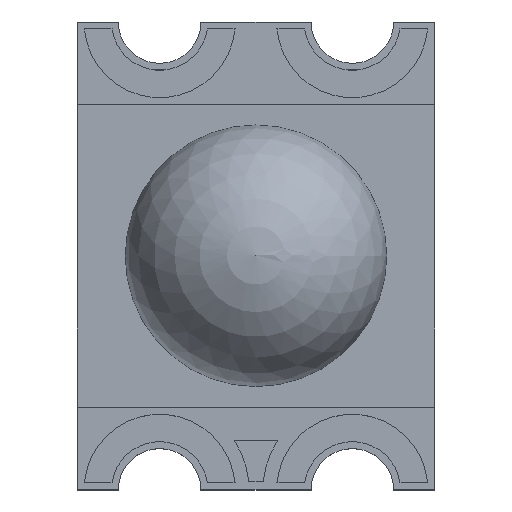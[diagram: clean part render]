
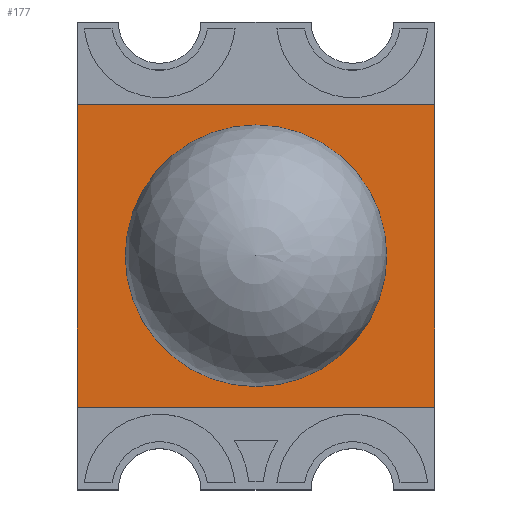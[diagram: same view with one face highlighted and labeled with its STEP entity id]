
A CAD part, top view. The second image highlights one B-rep face of the part: STEP entity #177.
In plain terms, the highlighted planar face has unit normal (0, 0, 1).
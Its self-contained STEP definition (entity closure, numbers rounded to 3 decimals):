
#177 = ADVANCED_FACE('',(#178,#212),#232,.F.);
#178 = FACE_BOUND('',#179,.T.);
#179 = EDGE_LOOP('',(#180,#190,#198,#206));
#180 = ORIENTED_EDGE('',*,*,#181,.T.);
#181 = EDGE_CURVE('',#182,#184,#186,.T.);
#182 = VERTEX_POINT('',#183);
#183 = CARTESIAN_POINT('',(-1.3,-1.1,1.035));
#184 = VERTEX_POINT('',#185);
#185 = CARTESIAN_POINT('',(1.3,-1.1,1.035));
#186 = LINE('',#187,#188);
#187 = CARTESIAN_POINT('',(-1.3,-1.1,1.035));
#188 = VECTOR('',#189,1.);
#189 = DIRECTION('',(1.,0.,0.));
#190 = ORIENTED_EDGE('',*,*,#191,.T.);
#191 = EDGE_CURVE('',#184,#192,#194,.T.);
#192 = VERTEX_POINT('',#193);
#193 = CARTESIAN_POINT('',(1.3,1.1,1.035));
#194 = LINE('',#195,#196);
#195 = CARTESIAN_POINT('',(1.3,-1.1,1.035));
#196 = VECTOR('',#197,1.);
#197 = DIRECTION('',(0.,1.,0.));
#198 = ORIENTED_EDGE('',*,*,#199,.T.);
#199 = EDGE_CURVE('',#192,#200,#202,.T.);
#200 = VERTEX_POINT('',#201);
#201 = CARTESIAN_POINT('',(-1.3,1.1,1.035));
#202 = LINE('',#203,#204);
#203 = CARTESIAN_POINT('',(1.3,1.1,1.035));
#204 = VECTOR('',#205,1.);
#205 = DIRECTION('',(-1.,0.,0.));
#206 = ORIENTED_EDGE('',*,*,#207,.T.);
#207 = EDGE_CURVE('',#200,#182,#208,.T.);
#208 = LINE('',#209,#210);
#209 = CARTESIAN_POINT('',(-1.3,1.1,1.035));
#210 = VECTOR('',#211,1.);
#211 = DIRECTION('',(0.,-1.,0.));
#212 = FACE_BOUND('',#213,.T.);
#213 = EDGE_LOOP('',(#214,#225));
#214 = ORIENTED_EDGE('',*,*,#215,.F.);
#215 = EDGE_CURVE('',#216,#218,#220,.T.);
#216 = VERTEX_POINT('',#217);
#217 = CARTESIAN_POINT('',(0.,0.95,1.035));
#218 = VERTEX_POINT('',#219);
#219 = CARTESIAN_POINT('',(-0.95,0.,1.035));
#220 = CIRCLE('',#221,0.95);
#221 = AXIS2_PLACEMENT_3D('',#222,#223,#224);
#222 = CARTESIAN_POINT('',(0.,0.,1.035)
  );
#223 = DIRECTION('',(0.,-0.,1.));
#224 = DIRECTION('',(0.,1.,0.));
#225 = ORIENTED_EDGE('',*,*,#226,.F.);
#226 = EDGE_CURVE('',#218,#216,#227,.T.);
#227 = CIRCLE('',#228,0.95);
#228 = AXIS2_PLACEMENT_3D('',#229,#230,#231);
#229 = CARTESIAN_POINT('',(0.,0.,1.035)
  );
#230 = DIRECTION('',(0.,-0.,1.));
#231 = DIRECTION('',(0.,1.,0.));
#232 = PLANE('',#233);
#233 = AXIS2_PLACEMENT_3D('',#234,#235,#236);
#234 = CARTESIAN_POINT('',(-1.3,-1.1,1.035));
#235 = DIRECTION('',(0.,0.,-1.));
#236 = DIRECTION('',(-1.,0.,0.));
